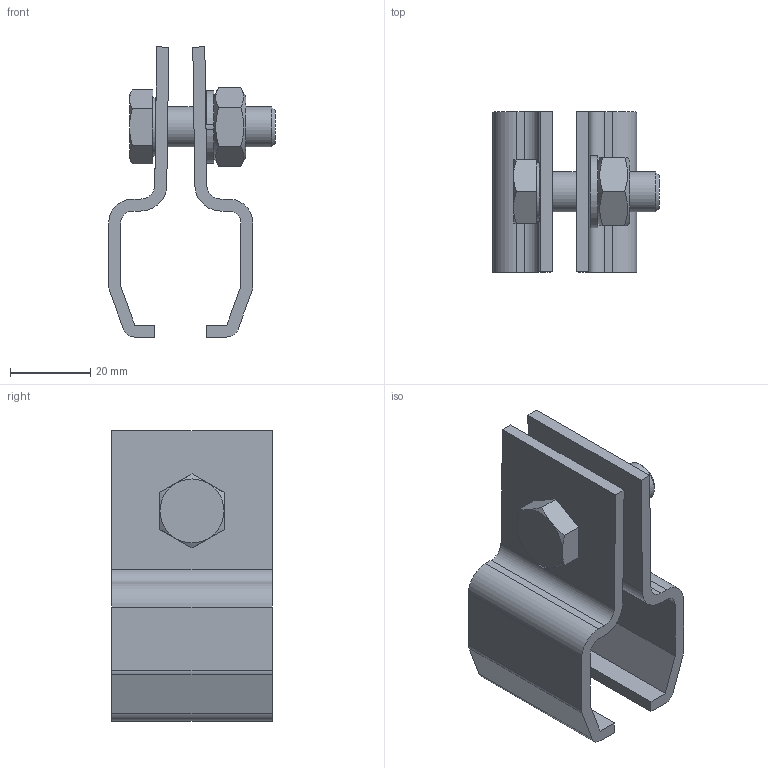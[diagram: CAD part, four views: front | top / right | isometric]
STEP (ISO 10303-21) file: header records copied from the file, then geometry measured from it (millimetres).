
FILE_DESCRIPTION(('STEP AP214'),'1');
FILE_NAME('PMH Klämma 1108.stp','2013-08-16T11:32:38',(' '),(' '),'Spatial InterOp 3D',' ',' ');
FILE_SCHEMA(('automotive_design'));
Length unit declared in the file: millimetre
Products named in the file (5): PMH Kabelskena klamma 1108; NAUO5; NAUO4; NAUO3; NAUO1
Assembly tree (5 placements, depth 2):
  PMH Kabelskena klamma 1108
    NAUO5
    NAUO4
    NAUO3  x2
    NAUO1
Bounding box: 41.6 x 40 x 72.5 mm (x, y, z)
Volume: 25305.7 mm3; surface area: 18082.2 mm2
Topology: 5 solids, 5 shells, 81 faces, 197 edges, 128 vertices
Faces by surface type: plane 50, cylinder 19, cone 11, torus 1
Full cylindrical faces by diameter (mm): 8.376 x1, 10 x1, 11 x2, 14.63 x1
Entity records: 2394 total; most frequent: CARTESIAN_POINT 490, DIRECTION 272, ORIENTED_EDGE 256, EDGE_CURVE 128, AXIS2_PLACEMENT_3D 102, VERTEX_POINT 88, EDGE_LOOP 76, LINE 68
